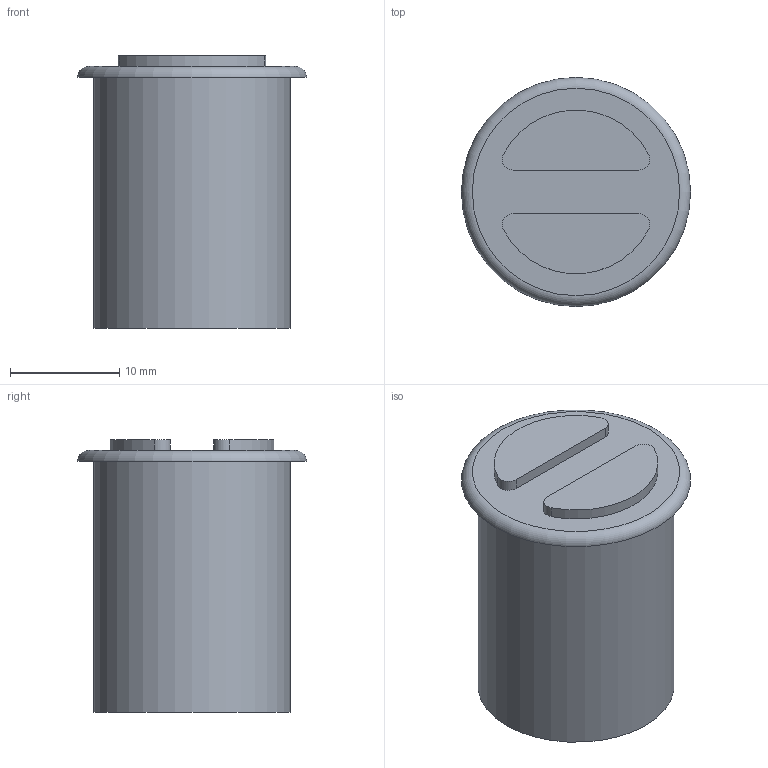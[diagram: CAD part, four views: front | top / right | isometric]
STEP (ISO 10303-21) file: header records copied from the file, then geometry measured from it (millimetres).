
FILE_DESCRIPTION(/* description */ ('MAGNETE RLC18 S/RISC.'),/* implementation_level */ '2;1');
FILE_NAME(/* name */ 'CMGPE0000011.stp',/* time_stamp */ '2018-11-07T12:02:06+01:00',/* author */ ('fzagni'),/* organization */ (''),/* preprocessor_version */ 'ST-DEVELOPER v16.1',/* originating_system */ 'Autodesk Inventor 2016',/* authorisation */ '');
FILE_SCHEMA (('AUTOMOTIVE_DESIGN { 1 0 10303 214 3 1 1 }'));
Length unit declared in the file: millimetre
Products named in the file (1): CMGPE0000011 (19.156.00 - XC50114)
Bounding box: 21 x 21 x 25 mm (x, y, z)
Volume: 6300.6 mm3; surface area: 2094.6 mm2
Topology: 1 solids, 1 shells, 15 faces, 31 edges, 21 vertices
Faces by surface type: cylinder 7, plane 7, torus 1
Full cylindrical faces by diameter (mm): 18 x1
Entity records: 443 total; most frequent: DIRECTION 76, CARTESIAN_POINT 64, ORIENTED_EDGE 56, AXIS2_PLACEMENT_3D 32, EDGE_CURVE 28, EDGE_LOOP 20, VERTEX_POINT 20, CIRCLE 16
